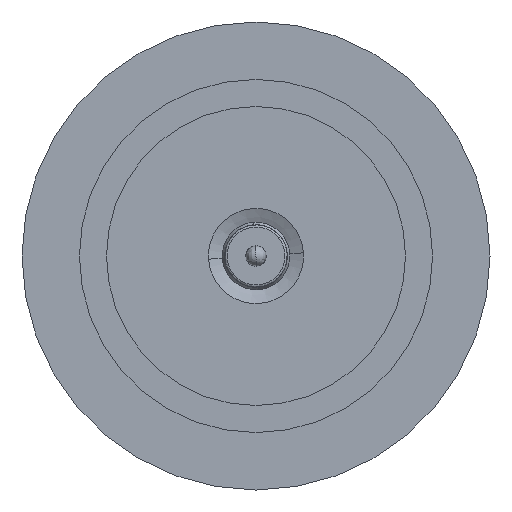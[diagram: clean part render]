
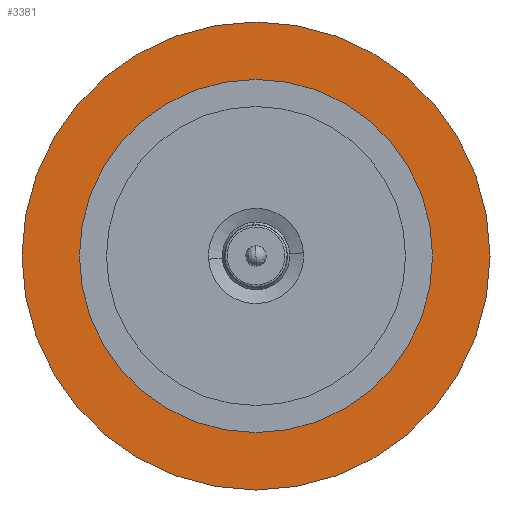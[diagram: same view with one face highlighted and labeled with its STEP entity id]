
A CAD part, front view. The second image highlights one B-rep face of the part: STEP entity #3381.
In plain terms, the highlighted planar face has unit normal (0, -1, 0).
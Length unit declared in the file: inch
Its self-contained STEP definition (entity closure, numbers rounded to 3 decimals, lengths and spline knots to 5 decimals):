
#4 = AXIS2_PLACEMENT_3D ( 'NONE', #1726, #1727, #1728 ) ;
#129 = AXIS2_PLACEMENT_3D ( 'NONE', #3109, #3110, #3111 ) ;
#286 = CARTESIAN_POINT ( 'NONE',  ( 0., 0., 0. ) ) ;
#289 = PLANE ( 'NONE',  #3320 ) ;
#291 = DIRECTION ( 'NONE',  ( 0., 1., 0. ) ) ;
#292 = DIRECTION ( 'NONE',  ( 1., 0., 0. ) ) ;
#440 = VERTEX_POINT ( 'NONE', #941 ) ;
#574 = VERTEX_POINT ( 'NONE', #936 ) ;
#799 = CARTESIAN_POINT ( 'NONE',  ( -1.08, 0., 0. ) ) ;
#808 = CARTESIAN_POINT ( 'NONE',  ( 1.08, 0., 0. ) ) ;
#936 = CARTESIAN_POINT ( 'NONE',  ( -0.815, 0., 0. ) ) ;
#941 = CARTESIAN_POINT ( 'NONE',  ( 0.815, 0., 0. ) ) ;
#1302 = CIRCLE ( 'NONE', #4, 1.08 ) ;
#1323 = CIRCLE ( 'NONE', #3249, 0.815 ) ;
#1341 = CIRCLE ( 'NONE', #3263, 0.815 ) ;
#1395 = CIRCLE ( 'NONE', #129, 1.08 ) ;
#1517 = FACE_OUTER_BOUND ( 'NONE', #1610, .T. ) ;
#1521 = FACE_BOUND ( 'NONE', #1645, .T. ) ;
#1596 = VERTEX_POINT ( 'NONE', #799 ) ;
#1610 = EDGE_LOOP ( 'NONE', ( #2597, #2601 ) ) ;
#1629 = VERTEX_POINT ( 'NONE', #808 ) ;
#1645 = EDGE_LOOP ( 'NONE', ( #2593, #2595 ) ) ;
#1726 = CARTESIAN_POINT ( 'NONE',  ( 0., 0., 0. ) ) ;
#1727 = DIRECTION ( 'NONE',  ( 0., 1., 0. ) ) ;
#1728 = DIRECTION ( 'NONE',  ( 1., 0., 0. ) ) ;
#2593 = ORIENTED_EDGE ( 'NONE', *, *, #3541, .F. ) ;
#2595 = ORIENTED_EDGE ( 'NONE', *, *, #3552, .F. ) ;
#2597 = ORIENTED_EDGE ( 'NONE', *, *, #3575, .F. ) ;
#2601 = ORIENTED_EDGE ( 'NONE', *, *, #3499, .F. ) ;
#2997 = CARTESIAN_POINT ( 'NONE',  ( 0., 0., 0. ) ) ;
#2998 = DIRECTION ( 'NONE',  ( 0., -1., 0. ) ) ;
#2999 = DIRECTION ( 'NONE',  ( -1., 0., 0. ) ) ;
#3026 = CARTESIAN_POINT ( 'NONE',  ( 0., 0., 0. ) ) ;
#3027 = DIRECTION ( 'NONE',  ( 0., -1., 0. ) ) ;
#3028 = DIRECTION ( 'NONE',  ( -1., 0., 0. ) ) ;
#3109 = CARTESIAN_POINT ( 'NONE',  ( 0., 0., 0. ) ) ;
#3110 = DIRECTION ( 'NONE',  ( 0., 1., 0. ) ) ;
#3111 = DIRECTION ( 'NONE',  ( 1., 0., 0. ) ) ;
#3249 = AXIS2_PLACEMENT_3D ( 'NONE', #3026, #3027, #3028 ) ;
#3263 = AXIS2_PLACEMENT_3D ( 'NONE', #2997, #2998, #2999 ) ;
#3320 = AXIS2_PLACEMENT_3D ( 'NONE', #286, #291, #292 ) ;
#3381 = ADVANCED_FACE ( 'NONE', ( #1521, #1517 ), #289, .F. ) ;
#3499 = EDGE_CURVE ( 'NONE', #1629, #1596, #1395, .T. ) ;
#3541 = EDGE_CURVE ( 'NONE', #574, #440, #1341, .T. ) ;
#3552 = EDGE_CURVE ( 'NONE', #440, #574, #1323, .T. ) ;
#3575 = EDGE_CURVE ( 'NONE', #1596, #1629, #1302, .T. ) ;
